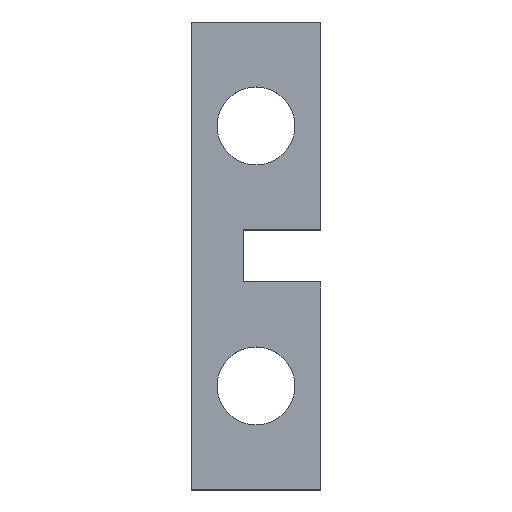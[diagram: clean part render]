
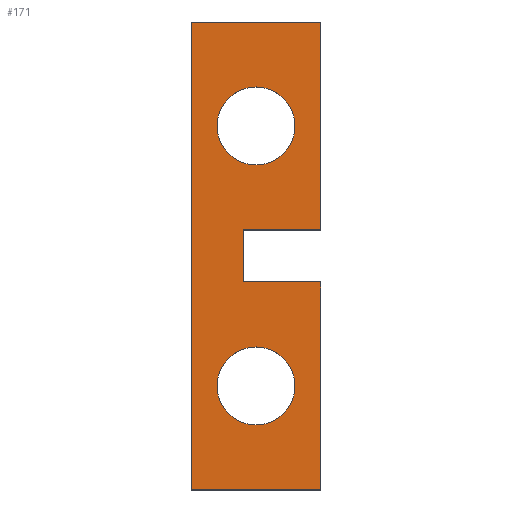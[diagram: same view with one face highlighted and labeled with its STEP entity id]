
A CAD part, top view. The second image highlights one B-rep face of the part: STEP entity #171.
In plain terms, the highlighted planar face has unit normal (0, 0, 1).
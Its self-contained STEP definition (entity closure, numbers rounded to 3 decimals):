
#11 = CARTESIAN_POINT ( 'NONE',  ( 2.5, 1., 1. ) ) ;
#12 = EDGE_LOOP ( 'NONE', ( #65, #453, #410, #75, #91, #439, #156, #481 ) ) ;
#14 = VECTOR ( 'NONE', #263, 1000. ) ;
#19 = EDGE_LOOP ( 'NONE', ( #186, #228 ) ) ;
#20 = CARTESIAN_POINT ( 'NONE',  ( 2.5, 9., 1. ) ) ;
#21 = EDGE_CURVE ( 'NONE', #286, #351, #209, .T. ) ;
#22 = LINE ( 'NONE', #136, #145 ) ;
#23 = CARTESIAN_POINT ( 'NONE',  ( 2.5, -9., 1. ) ) ;
#25 = DIRECTION ( 'NONE',  ( 0., 1., 0. ) ) ;
#26 = VECTOR ( 'NONE', #203, 1000. ) ;
#29 = DIRECTION ( 'NONE',  ( -1., 0., 0. ) ) ;
#36 = FACE_BOUND ( 'NONE', #19, .T. ) ;
#40 = DIRECTION ( 'NONE',  ( -1., 0., 0. ) ) ;
#41 = ORIENTED_EDGE ( 'NONE', *, *, #382, .F. ) ;
#58 = VERTEX_POINT ( 'NONE', #361 ) ;
#65 = ORIENTED_EDGE ( 'NONE', *, *, #348, .T. ) ;
#66 = EDGE_CURVE ( 'NONE', #58, #309, #22, .T. ) ;
#68 = DIRECTION ( 'NONE',  ( 1., 0., 0. ) ) ;
#75 = ORIENTED_EDGE ( 'NONE', *, *, #424, .F. ) ;
#77 = EDGE_CURVE ( 'NONE', #202, #407, #396, .T. ) ;
#81 = EDGE_LOOP ( 'NONE', ( #422, #41 ) ) ;
#83 = DIRECTION ( 'NONE',  ( 0., 0., 1. ) ) ;
#87 = CARTESIAN_POINT ( 'NONE',  ( -0.5, 1., 1. ) ) ;
#91 = ORIENTED_EDGE ( 'NONE', *, *, #21, .T. ) ;
#105 = AXIS2_PLACEMENT_3D ( 'NONE', #326, #477, #40 ) ;
#112 = CIRCLE ( 'NONE', #414, 1.5 ) ;
#126 = VECTOR ( 'NONE', #25, 1000. ) ;
#134 = VECTOR ( 'NONE', #68, 1000. ) ;
#136 = CARTESIAN_POINT ( 'NONE',  ( -2.5, -9., 1. ) ) ;
#137 = CARTESIAN_POINT ( 'NONE',  ( 2.5, -1., 1. ) ) ;
#143 = LINE ( 'NONE', #450, #14 ) ;
#144 = CARTESIAN_POINT ( 'NONE',  ( -1.5, 5., 1. ) ) ;
#145 = VECTOR ( 'NONE', #246, 1000. ) ;
#149 = CARTESIAN_POINT ( 'NONE',  ( 0., 5., 1. ) ) ;
#150 = VERTEX_POINT ( 'NONE', #144 ) ;
#154 = VERTEX_POINT ( 'NONE', #327 ) ;
#156 = ORIENTED_EDGE ( 'NONE', *, *, #66, .T. ) ;
#160 = DIRECTION ( 'NONE',  ( 1., 0., 0. ) ) ;
#170 = CARTESIAN_POINT ( 'NONE',  ( 2.5, -9., 1. ) ) ;
#171 = ADVANCED_FACE ( 'NONE', ( #406, #36, #253 ), #333, .F. ) ;
#178 = EDGE_CURVE ( 'NONE', #150, #341, #112, .T. ) ;
#179 = VERTEX_POINT ( 'NONE', #287 ) ;
#183 = DIRECTION ( 'NONE',  ( 0., 0., 1. ) ) ;
#186 = ORIENTED_EDGE ( 'NONE', *, *, #236, .F. ) ;
#187 = EDGE_CURVE ( 'NONE', #351, #58, #143, .T. ) ;
#188 = CARTESIAN_POINT ( 'NONE',  ( -2.5, -9., 1. ) ) ;
#194 = VERTEX_POINT ( 'NONE', #296 ) ;
#199 = VECTOR ( 'NONE', #308, 1000. ) ;
#202 = VERTEX_POINT ( 'NONE', #379 ) ;
#203 = DIRECTION ( 'NONE',  ( -1., 0., 0. ) ) ;
#207 = CIRCLE ( 'NONE', #269, 1.5 ) ;
#209 = LINE ( 'NONE', #170, #126 ) ;
#210 = CARTESIAN_POINT ( 'NONE',  ( 2.5, 1., 1. ) ) ;
#211 = CARTESIAN_POINT ( 'NONE',  ( 2.5, -1., 1. ) ) ;
#212 = VERTEX_POINT ( 'NONE', #452 ) ;
#228 = ORIENTED_EDGE ( 'NONE', *, *, #178, .F. ) ;
#236 = EDGE_CURVE ( 'NONE', #341, #150, #207, .T. ) ;
#238 = CARTESIAN_POINT ( 'NONE',  ( 1.5, 5., 1. ) ) ;
#246 = DIRECTION ( 'NONE',  ( 0., -1., 0. ) ) ;
#253 = FACE_OUTER_BOUND ( 'NONE', #12, .T. ) ;
#259 = EDGE_CURVE ( 'NONE', #309, #194, #375, .T. ) ;
#263 = DIRECTION ( 'NONE',  ( -1., 0., 0. ) ) ;
#264 = CARTESIAN_POINT ( 'NONE',  ( -2.5, -9., 1. ) ) ;
#269 = AXIS2_PLACEMENT_3D ( 'NONE', #417, #83, #160 ) ;
#276 = EDGE_CURVE ( 'NONE', #212, #202, #412, .T. ) ;
#278 = CARTESIAN_POINT ( 'NONE',  ( 0., -5., 1. ) ) ;
#279 = CIRCLE ( 'NONE', #447, 1.5 ) ;
#284 = VECTOR ( 'NONE', #409, 1000. ) ;
#286 = VERTEX_POINT ( 'NONE', #11 ) ;
#287 = CARTESIAN_POINT ( 'NONE',  ( 1.5, -5., 1. ) ) ;
#296 = CARTESIAN_POINT ( 'NONE',  ( 2.5, -9., 1. ) ) ;
#308 = DIRECTION ( 'NONE',  ( 0., 1., 0. ) ) ;
#309 = VERTEX_POINT ( 'NONE', #188 ) ;
#313 = CARTESIAN_POINT ( 'NONE',  ( 0., -5., 1. ) ) ;
#326 = CARTESIAN_POINT ( 'NONE',  ( 2.5, 9., 1. ) ) ;
#327 = CARTESIAN_POINT ( 'NONE',  ( -1.5, -5., 1. ) ) ;
#333 = PLANE ( 'NONE',  #105 ) ;
#341 = VERTEX_POINT ( 'NONE', #238 ) ;
#348 = EDGE_CURVE ( 'NONE', #194, #407, #458, .T. ) ;
#350 = DIRECTION ( 'NONE',  ( -1., 0., 0. ) ) ;
#351 = VERTEX_POINT ( 'NONE', #20 ) ;
#360 = LINE ( 'NONE', #210, #26 ) ;
#361 = CARTESIAN_POINT ( 'NONE',  ( -2.5, 9., 1. ) ) ;
#375 = LINE ( 'NONE', #264, #423 ) ;
#379 = CARTESIAN_POINT ( 'NONE',  ( -0.5, -1., 1. ) ) ;
#382 = EDGE_CURVE ( 'NONE', #154, #179, #454, .T. ) ;
#387 = AXIS2_PLACEMENT_3D ( 'NONE', #278, #392, #350 ) ;
#392 = DIRECTION ( 'NONE',  ( 0., 0., 1. ) ) ;
#396 = LINE ( 'NONE', #211, #134 ) ;
#406 = FACE_BOUND ( 'NONE', #81, .T. ) ;
#407 = VERTEX_POINT ( 'NONE', #137 ) ;
#409 = DIRECTION ( 'NONE',  ( 0., -1., 0. ) ) ;
#410 = ORIENTED_EDGE ( 'NONE', *, *, #276, .F. ) ;
#412 = LINE ( 'NONE', #87, #284 ) ;
#414 = AXIS2_PLACEMENT_3D ( 'NONE', #149, #183, #442 ) ;
#415 = DIRECTION ( 'NONE',  ( 1., 0., 0. ) ) ;
#417 = CARTESIAN_POINT ( 'NONE',  ( 0., 5., 1. ) ) ;
#422 = ORIENTED_EDGE ( 'NONE', *, *, #427, .F. ) ;
#423 = VECTOR ( 'NONE', #415, 1000. ) ;
#424 = EDGE_CURVE ( 'NONE', #286, #212, #360, .T. ) ;
#427 = EDGE_CURVE ( 'NONE', #179, #154, #279, .T. ) ;
#439 = ORIENTED_EDGE ( 'NONE', *, *, #187, .T. ) ;
#442 = DIRECTION ( 'NONE',  ( 1., 0., 0. ) ) ;
#447 = AXIS2_PLACEMENT_3D ( 'NONE', #313, #462, #29 ) ;
#450 = CARTESIAN_POINT ( 'NONE',  ( -2.5, 9., 1. ) ) ;
#452 = CARTESIAN_POINT ( 'NONE',  ( -0.5, 1., 1. ) ) ;
#453 = ORIENTED_EDGE ( 'NONE', *, *, #77, .F. ) ;
#454 = CIRCLE ( 'NONE', #387, 1.5 ) ;
#458 = LINE ( 'NONE', #23, #199 ) ;
#462 = DIRECTION ( 'NONE',  ( 0., 0., 1. ) ) ;
#477 = DIRECTION ( 'NONE',  ( 0., 0., -1. ) ) ;
#481 = ORIENTED_EDGE ( 'NONE', *, *, #259, .T. ) ;
